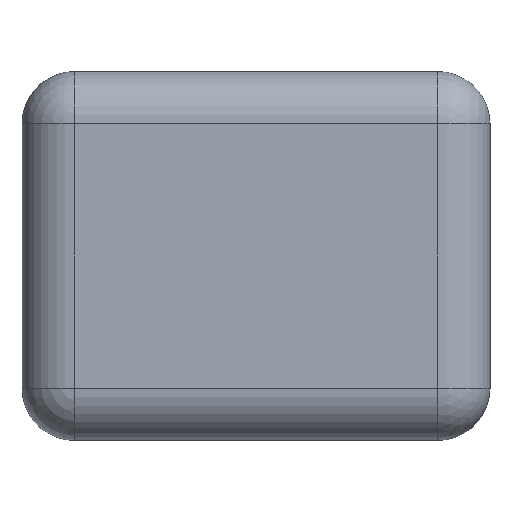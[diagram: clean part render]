
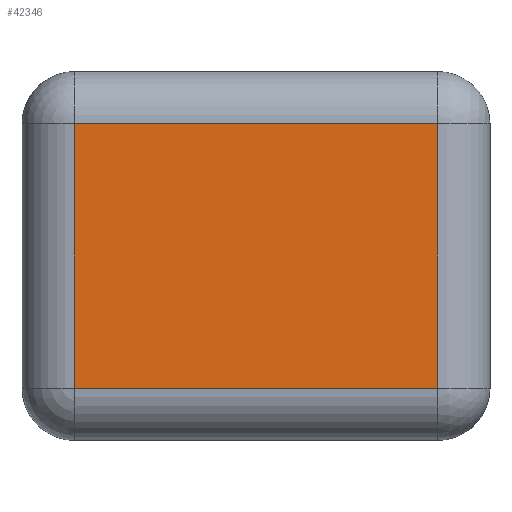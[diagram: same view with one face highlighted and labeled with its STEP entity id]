
A CAD part, front view. The second image highlights one B-rep face of the part: STEP entity #42346.
In plain terms, the highlighted planar face has unit normal (0, -1, 0).
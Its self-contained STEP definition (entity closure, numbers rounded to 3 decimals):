
#1326 = EDGE_CURVE ( 'NONE', #9960, #8491, #54168, .T. ) ;
#3345 = VECTOR ( 'NONE', #30631, 1000. ) ;
#5244 = DIRECTION ( 'NONE',  ( 0., 0., -1. ) ) ;
#7152 = EDGE_CURVE ( 'NONE', #24378, #33331, #46218, .T. ) ;
#8491 = VERTEX_POINT ( 'NONE', #54965 ) ;
#9960 = VERTEX_POINT ( 'NONE', #12106 ) ;
#12106 = CARTESIAN_POINT ( 'NONE',  ( -276.992, -210.94, 201.459 ) ) ;
#13742 = CARTESIAN_POINT ( 'NONE',  ( 276.992, -210.94, -201.459 ) ) ;
#13828 = CARTESIAN_POINT ( 'NONE',  ( 0., -210.94, 0. ) ) ;
#16168 = ORIENTED_EDGE ( 'NONE', *, *, #1326, .T. ) ;
#16232 = CARTESIAN_POINT ( 'NONE',  ( 276.992, -210.94, 0. ) ) ;
#17799 = EDGE_CURVE ( 'NONE', #8491, #24378, #38646, .T. ) ;
#19329 = DIRECTION ( 'NONE',  ( 0., 0., -1. ) ) ;
#22963 = FACE_OUTER_BOUND ( 'NONE', #52087, .T. ) ;
#23673 = DIRECTION ( 'NONE',  ( 0., 0., 1. ) ) ;
#24378 = VERTEX_POINT ( 'NONE', #13742 ) ;
#26102 = AXIS2_PLACEMENT_3D ( 'NONE', #13828, #44383, #5244 ) ;
#26618 = ORIENTED_EDGE ( 'NONE', *, *, #17799, .T. ) ;
#26961 = PLANE ( 'NONE',  #26102 ) ;
#29789 = CARTESIAN_POINT ( 'NONE',  ( 0., -210.94, -201.459 ) ) ;
#30631 = DIRECTION ( 'NONE',  ( 1., 0., 0. ) ) ;
#31269 = LINE ( 'NONE', #34488, #42412 ) ;
#33331 = VERTEX_POINT ( 'NONE', #41913 ) ;
#34488 = CARTESIAN_POINT ( 'NONE',  ( 0., -210.94, 201.459 ) ) ;
#37690 = ORIENTED_EDGE ( 'NONE', *, *, #41374, .T. ) ;
#38646 = LINE ( 'NONE', #29789, #3345 ) ;
#40789 = VECTOR ( 'NONE', #19329, 1000. ) ;
#41374 = EDGE_CURVE ( 'NONE', #33331, #9960, #31269, .T. ) ;
#41913 = CARTESIAN_POINT ( 'NONE',  ( 276.992, -210.94, 201.459 ) ) ;
#42346 = ADVANCED_FACE ( 'NONE', ( #22963 ), #26961, .T. ) ;
#42412 = VECTOR ( 'NONE', #48681, 1000. ) ;
#44383 = DIRECTION ( 'NONE',  ( 0., -1., 0. ) ) ;
#44740 = CARTESIAN_POINT ( 'NONE',  ( -276.992, -210.94, 0. ) ) ;
#45224 = ORIENTED_EDGE ( 'NONE', *, *, #7152, .T. ) ;
#46218 = LINE ( 'NONE', #16232, #51001 ) ;
#48681 = DIRECTION ( 'NONE',  ( -1., 0., 0. ) ) ;
#51001 = VECTOR ( 'NONE', #23673, 1000. ) ;
#52087 = EDGE_LOOP ( 'NONE', ( #26618, #45224, #37690, #16168 ) ) ;
#54168 = LINE ( 'NONE', #44740, #40789 ) ;
#54965 = CARTESIAN_POINT ( 'NONE',  ( -276.992, -210.94, -201.459 ) ) ;
